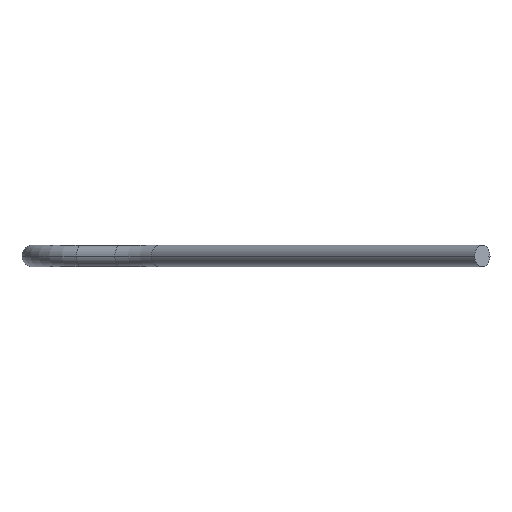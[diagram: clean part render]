
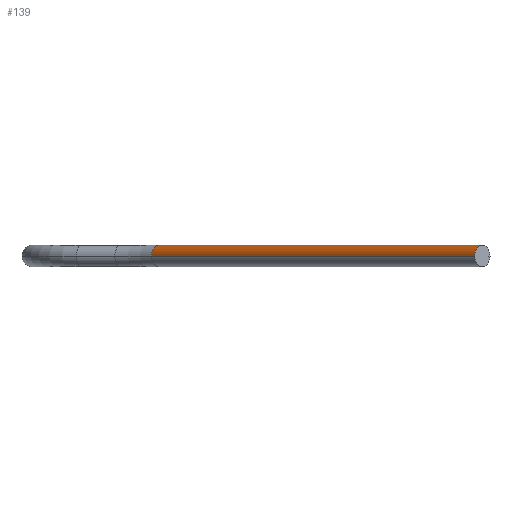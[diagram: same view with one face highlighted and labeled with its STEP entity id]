
A CAD part, front view. The second image highlights one B-rep face of the part: STEP entity #139.
In plain terms, the highlighted cylindrical face has radius 2.375 mm (diameter 4.75 mm), a partial arc.
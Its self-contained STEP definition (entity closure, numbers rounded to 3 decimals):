
#57=CARTESIAN_POINT('Axis2P3D Location',(-17.163,-28.313,0.)) ;
#61=CARTESIAN_POINT('Vertex',(-18.842,-29.992,0.)) ;
#63=CARTESIAN_POINT('Vertex',(-15.484,-26.633,0.)) ;
#109=CARTESIAN_POINT('Axis2P3D Location',(18.192,-63.668,0.)) ;
#114=CARTESIAN_POINT('Axis2P3D Location',(53.548,-99.023,0.)) ;
#118=CARTESIAN_POINT('Vertex',(51.868,-100.703,0.)) ;
#120=CARTESIAN_POINT('Vertex',(55.227,-97.344,0.)) ;
#123=CARTESIAN_POINT('Line Origine',(19.872,-61.989,0.)) ;
#128=CARTESIAN_POINT('Line Origine',(16.513,-65.347,0.)) ;
#58=DIRECTION('Axis2P3D Direction',(-0.707,0.707,0.)) ;
#110=DIRECTION('Axis2P3D Direction',(-0.707,0.707,0.)) ;
#111=DIRECTION('Axis2P3D XDirection',(-0.707,-0.707,0.)) ;
#115=DIRECTION('Axis2P3D Direction',(-0.707,0.707,0.)) ;
#124=DIRECTION('Vector Direction',(-0.707,0.707,0.)) ;
#129=DIRECTION('Vector Direction',(-0.707,0.707,0.)) ;
#59=AXIS2_PLACEMENT_3D('Circle Axis2P3D',#57,#58,$) ;
#112=AXIS2_PLACEMENT_3D('Cylinder Axis2P3D',#109,#110,#111) ;
#116=AXIS2_PLACEMENT_3D('Circle Axis2P3D',#114,#115,$) ;
#134=ORIENTED_EDGE('',*,*,#122,.T.) ;
#135=ORIENTED_EDGE('',*,*,#127,.F.) ;
#136=ORIENTED_EDGE('',*,*,#65,.F.) ;
#137=ORIENTED_EDGE('',*,*,#132,.T.) ;
#125=VECTOR('Line Direction',#124,1.) ;
#130=VECTOR('Line Direction',#129,1.) ;
#139=ADVANCED_FACE('Hauptk\X2\00F6\X0\rper',(#138),#113,.T.) ;
#60=CIRCLE('generated circle',#59,2.375) ;
#117=CIRCLE('generated circle',#116,2.375) ;
#113=CYLINDRICAL_SURFACE('generated cylinder',#112,2.375) ;
#65=EDGE_CURVE('',#62,#64,#60,.T.) ;
#122=EDGE_CURVE('',#119,#121,#117,.T.) ;
#127=EDGE_CURVE('',#64,#121,#126,.F.) ;
#132=EDGE_CURVE('',#62,#119,#131,.F.) ;
#133=EDGE_LOOP('',(#134,#135,#136,#137)) ;
#138=FACE_OUTER_BOUND('',#133,.T.) ;
#126=LINE('Line',#123,#125) ;
#131=LINE('Line',#128,#130) ;
#62=VERTEX_POINT('',#61) ;
#64=VERTEX_POINT('',#63) ;
#119=VERTEX_POINT('',#118) ;
#121=VERTEX_POINT('',#120) ;
